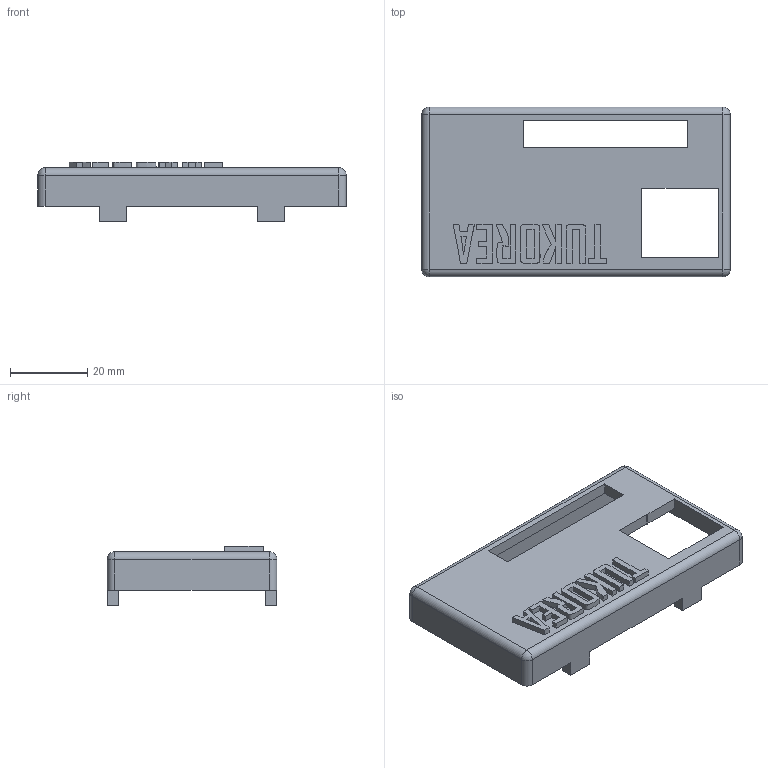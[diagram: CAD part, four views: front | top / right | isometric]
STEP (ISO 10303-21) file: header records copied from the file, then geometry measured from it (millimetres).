
FILE_DESCRIPTION(/* description */ (''),/* implementation_level */ '2;1');
FILE_NAME(/* name */ 'new_watch_cover_v2.step',/* time_stamp */ '2025-07-19T01:56:13+09:00',/* author */ (''),/* organization */ (''),/* preprocessor_version */ 'ST-DEVELOPER v20.1',/* originating_system */ 'Autodesk Translation Framework v14.10.0.0',/* authorisation */ '');
FILE_SCHEMA (('AUTOMOTIVE_DESIGN { 1 0 10303 214 3 1 1 }'));
Length unit declared in the file: millimetre
Products named in the file (1): new_watch
Bounding box: 80 x 44 x 15.5 mm (x, y, z)
Volume: 13487.6 mm3; surface area: 10512.6 mm2
Topology: 1 solids, 1 shells, 119 faces, 315 edges, 206 vertices
Faces by surface type: plane 101, cylinder 8, bspline 6, sphere 4
Entity records: 3845 total; most frequent: CARTESIAN_POINT 871, ORIENTED_EDGE 630, DIRECTION 547, EDGE_CURVE 315, LINE 287, VECTOR 287, VERTEX_POINT 206, EDGE_LOOP 131
